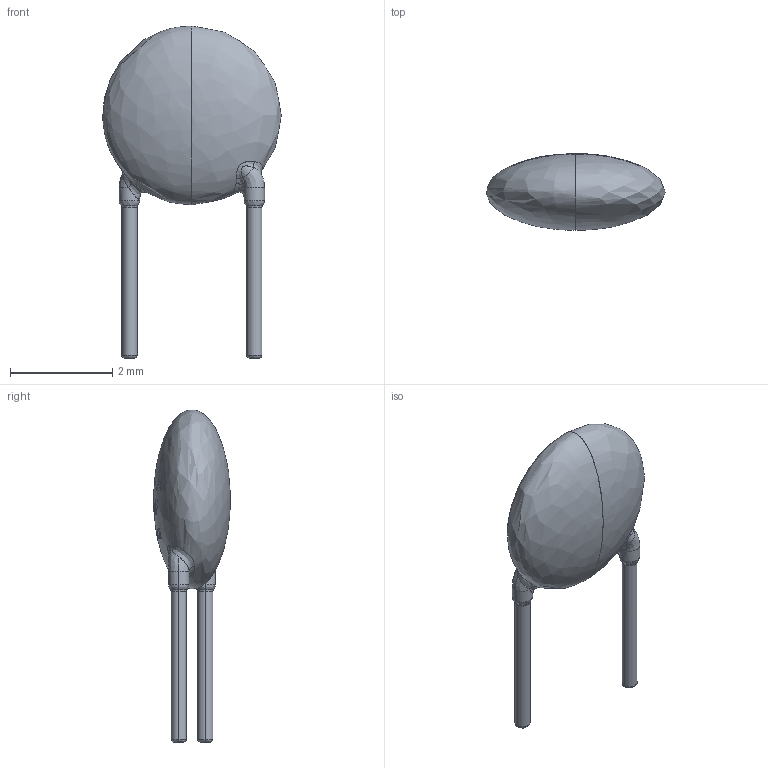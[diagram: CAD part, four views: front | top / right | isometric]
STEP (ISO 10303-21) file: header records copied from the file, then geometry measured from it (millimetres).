
FILE_DESCRIPTION (( 'STEP AP214' ), '1' );
FILE_NAME ('User Library-Cer-Cap2 (3.5x1.5).STEP', '2015-08-06T11:23:47', ( 'Windows User' ), ( '' ), 'SwSTEP 2.0', 'SolidWorks 2015', '' );
FILE_SCHEMA (( 'AUTOMOTIVE_DESIGN' ));
Length unit declared in the file: millimetre
Products named in the file (1): User Library-Cer-Cap2 (3.5x1.5)
Bounding box: 3.5 x 1.5 x 6.5 mm (x, y, z)
Surface area: 32.1 mm2 (no closed solid volume)
Topology: 0 solids, 365 shells, 367 faces, 1942 edges, 1936 vertices
Faces by surface type: bspline 232, plane 125, cylinder 10
Entity records: 31015 total; most frequent: CARTESIAN_POINT 15166, ORIENTED_EDGE 1940, EDGE_CURVE 1938, VERTEX_POINT 1936, DIRECTION 1220, B_SPLINE_CURVE_WITH_KNOTS 1064, VECTOR 768, LINE 768
